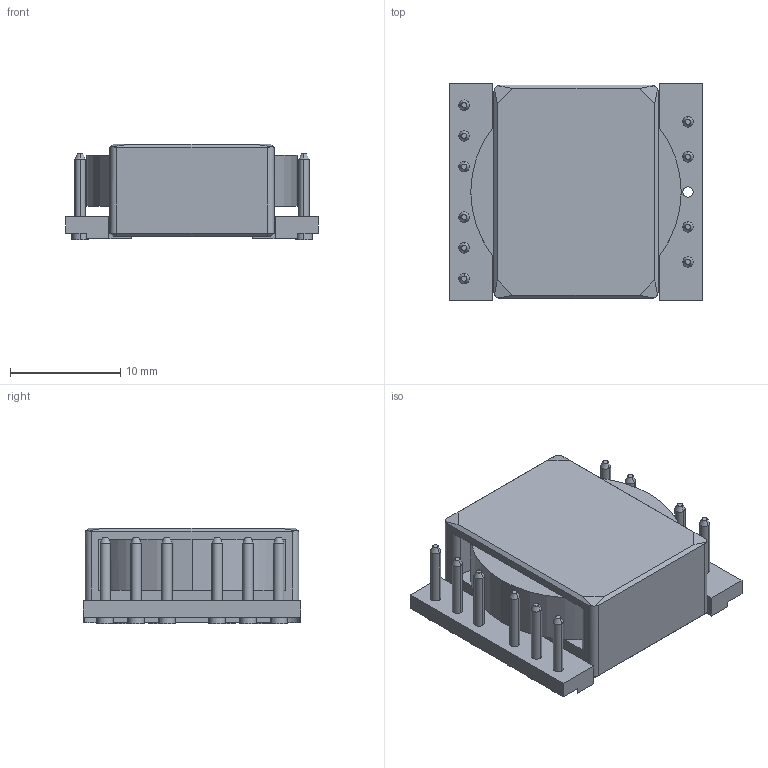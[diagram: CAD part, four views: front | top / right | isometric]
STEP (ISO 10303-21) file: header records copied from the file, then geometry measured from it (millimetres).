
FILE_DESCRIPTION(/* description */ ('Unknown'),/* implementation_level */ '2;1');
FILE_NAME(/* name */ 'T_Wurth_WE-PoE++-ER19',/* time_stamp */ '2025-10-22T14:50:42+08:00',/* author */ ('Unknown'),/* organization */ ('Unknown'),/* preprocessor_version */ 'ST-DEVELOPER v19.4',/* originating_system */ 'Solid Edge',/* authorisation */ 'Unknown');
FILE_SCHEMA (('AUTOMOTIVE_DESIGN {1 0 10303 214 3 1 1}'));
Length unit declared in the file: millimetre
Products named in the file (2): T_Wurth_WE-PoE++-ER19
Assembly tree (1 placements, depth 2):
  T_Wurth_WE-PoE++-ER19
    T_Wurth_WE-PoE++-ER19
Bounding box: 22.92 x 19.7 x 8.7 mm (x, y, z)
Volume: 2706.9 mm3; surface area: 2302.4 mm2
Topology: 1 solids, 2 shells, 204 faces, 492 edges, 310 vertices
Faces by surface type: plane 116, cylinder 62, cone 26
Entity records: 7390 total; most frequent: CARTESIAN_POINT 1056, DIRECTION 1046, ORIENTED_EDGE 984, EDGE_CURVE 492, AXIS2_PLACEMENT_3D 364, LINE 318, VECTOR 318, VERTEX_POINT 310
